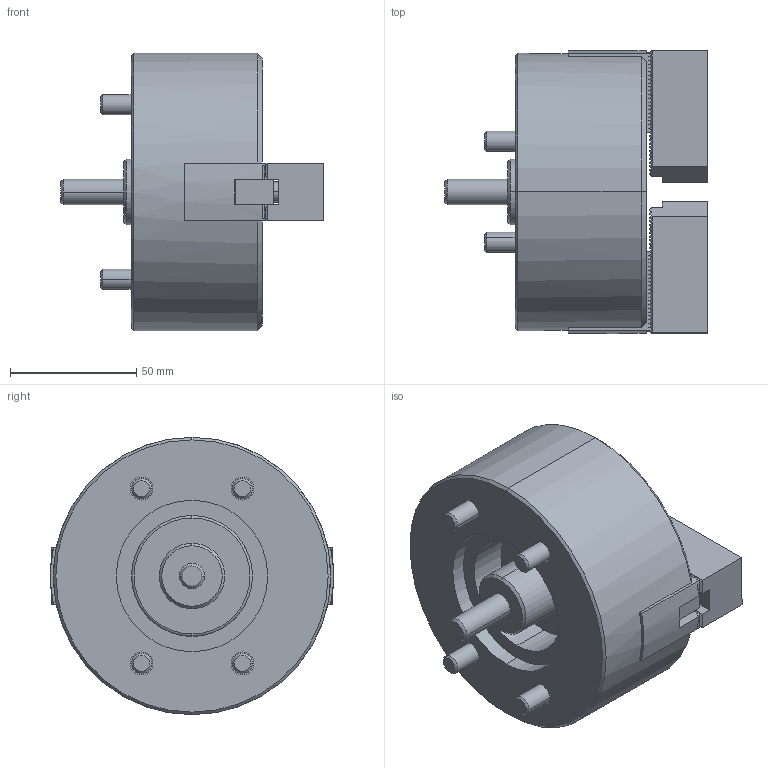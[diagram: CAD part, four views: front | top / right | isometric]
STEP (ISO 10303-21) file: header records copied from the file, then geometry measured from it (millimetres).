
FILE_DESCRIPTION (( 'STEP AP203' ), '1' );
FILE_NAME ('CF-2P-04.STEP', '2019-08-20T03:01:43', ( '' ), ( '' ), 'SwSTEP 2.0', 'SolidWorks 2016', '' );
FILE_SCHEMA (( 'CONFIG_CONTROL_DESIGN' ));
Length unit declared in the file: millimetre
Products named in the file (12): 圓頭內六角螺栓_M8x20; CF-2P-04-01000; 圓頭內六角螺栓_M8x55; CF-2P-04-02000; 錐平頭六角孔螺栓_M3x10; CF-2P-04-04000; CF-2P-04; CF-3P-04-03000; CF-3P-04-05000; 3P-04-06000; CF-3H-04-04000; SJ-04
Assembly tree (23 placements, depth 2):
  CF-2P-04
    CF-2P-04-01000
    CF-2P-04-02000
    CF-2P-04-04000
    CF-3P-04-03000  x2
    CF-3P-04-05000
    3P-04-06000
    CF-3H-04-04000  x2
    SJ-04  x2
    圓頭內六角螺栓_M8x20  x4
    圓頭內六角螺栓_M8x55  x4
    錐平頭六角孔螺栓_M3x10  x4
Bounding box: 104.3 x 112.29 x 110 mm (x, y, z)
Volume: 510808.9 mm3; surface area: 115094.1 mm2
Topology: 23 solids, 23 shells, 1342 faces, 3671 edges, 2377 vertices
Faces by surface type: plane 959, cylinder 275, cone 103, torus 5
Entity records: 22701 total; most frequent: CARTESIAN_POINT 4207, ORIENTED_EDGE 3660, DIRECTION 3339, EDGE_CURVE 1830, VECTOR 1419, LINE 1419, VERTEX_POINT 1200, AXIS2_PLACEMENT_3D 960
